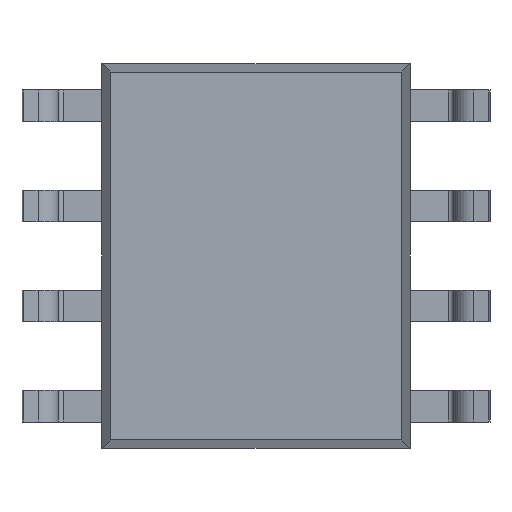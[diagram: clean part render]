
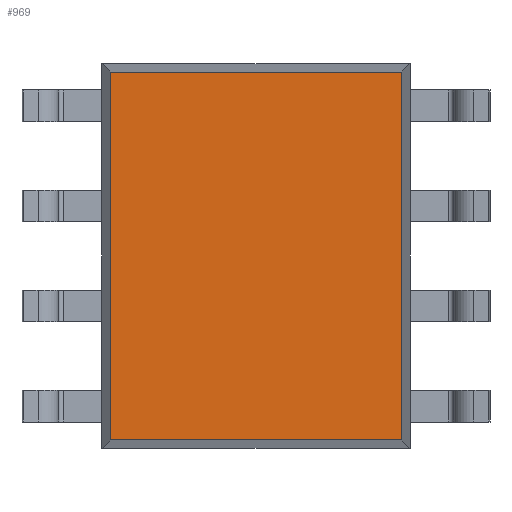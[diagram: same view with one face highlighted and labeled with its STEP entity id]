
A CAD part, front view. The second image highlights one B-rep face of the part: STEP entity #969.
In plain terms, the highlighted planar face has unit normal (0, -1, 0).
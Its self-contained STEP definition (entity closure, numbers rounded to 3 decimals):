
#316 = DIRECTION ( 'NONE',  ( 0., 0., -1. ) ) ;
#439 = VERTEX_POINT ( 'NONE', #3502 ) ;
#511 = CARTESIAN_POINT ( 'NONE',  ( 1.85, 0.2, 2.335 ) ) ;
#574 = VECTOR ( 'NONE', #316, 1000. ) ;
#629 = ORIENTED_EDGE ( 'NONE', *, *, #854, .T. ) ;
#821 = VERTEX_POINT ( 'NONE', #511 ) ;
#854 = EDGE_CURVE ( 'NONE', #821, #2000, #1007, .T. ) ;
#942 = CARTESIAN_POINT ( 'NONE',  ( -1.85, 0.2, -2.44 ) ) ;
#969 = ADVANCED_FACE ( 'NONE', ( #3446 ), #4087, .T. ) ;
#1007 = LINE ( 'NONE', #3385, #1655 ) ;
#1097 = ORIENTED_EDGE ( 'NONE', *, *, #1737, .T. ) ;
#1227 = DIRECTION ( 'NONE',  ( -1., 0., 0. ) ) ;
#1435 = DIRECTION ( 'NONE',  ( 1., 0., 0. ) ) ;
#1497 = DIRECTION ( 'NONE',  ( 0., 0., 1. ) ) ;
#1513 = VECTOR ( 'NONE', #1497, 1000. ) ;
#1604 = VECTOR ( 'NONE', #1435, 1000. ) ;
#1655 = VECTOR ( 'NONE', #1227, 1000. ) ;
#1669 = CARTESIAN_POINT ( 'NONE',  ( -1.85, 0.2, -2.335 ) ) ;
#1737 = EDGE_CURVE ( 'NONE', #439, #821, #2047, .T. ) ;
#1757 = CARTESIAN_POINT ( 'NONE',  ( -1.85, 0.2, 2.335 ) ) ;
#1774 = CARTESIAN_POINT ( 'NONE',  ( 1.85, 0.2, 2.44 ) ) ;
#1805 = AXIS2_PLACEMENT_3D ( 'NONE', #1866, #1874, #3159 ) ;
#1866 = CARTESIAN_POINT ( 'NONE',  ( 0., 0.2, 0. ) ) ;
#1874 = DIRECTION ( 'NONE',  ( 0., -1., 0. ) ) ;
#2000 = VERTEX_POINT ( 'NONE', #1757 ) ;
#2034 = EDGE_CURVE ( 'NONE', #3885, #439, #2537, .T. ) ;
#2047 = LINE ( 'NONE', #1774, #1513 ) ;
#2471 = LINE ( 'NONE', #942, #574 ) ;
#2537 = LINE ( 'NONE', #2689, #1604 ) ;
#2689 = CARTESIAN_POINT ( 'NONE',  ( 1.955, 0.2, -2.335 ) ) ;
#2841 = EDGE_LOOP ( 'NONE', ( #4010, #3952, #1097, #629 ) ) ;
#3159 = DIRECTION ( 'NONE',  ( 0., 0., -1. ) ) ;
#3219 = EDGE_CURVE ( 'NONE', #2000, #3885, #2471, .T. ) ;
#3385 = CARTESIAN_POINT ( 'NONE',  ( -1.955, 0.2, 2.335 ) ) ;
#3446 = FACE_OUTER_BOUND ( 'NONE', #2841, .T. ) ;
#3502 = CARTESIAN_POINT ( 'NONE',  ( 1.85, 0.2, -2.335 ) ) ;
#3885 = VERTEX_POINT ( 'NONE', #1669 ) ;
#3952 = ORIENTED_EDGE ( 'NONE', *, *, #2034, .T. ) ;
#4010 = ORIENTED_EDGE ( 'NONE', *, *, #3219, .T. ) ;
#4087 = PLANE ( 'NONE',  #1805 ) ;
